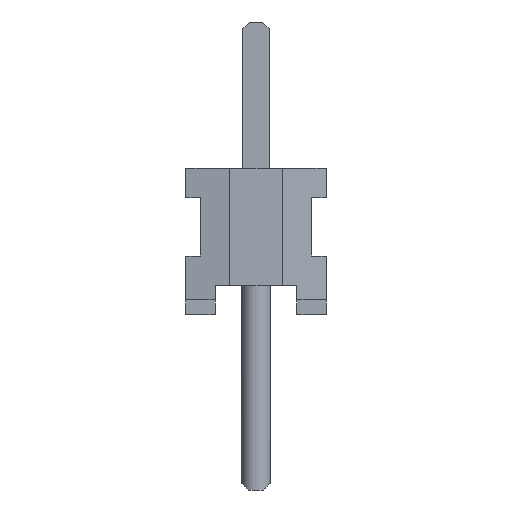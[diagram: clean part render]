
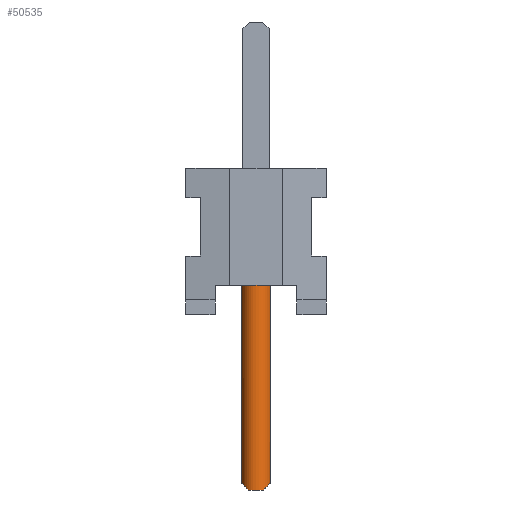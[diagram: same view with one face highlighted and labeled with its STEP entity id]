
A CAD part, left-side view. The second image highlights one B-rep face of the part: STEP entity #50535.
In plain terms, the highlighted cylindrical face has radius 0.254 mm (diameter 0.508 mm), a full revolution.
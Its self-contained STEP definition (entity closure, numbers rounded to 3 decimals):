
#48133 = EDGE_CURVE('',#48134,#48136,#48138,.T.);
#48134 = VERTEX_POINT('',#48135);
#48135 = CARTESIAN_POINT('',(-24.384,0.,1.27));
#48136 = VERTEX_POINT('',#48137);
#48137 = CARTESIAN_POINT('',(-23.91,0.127,1.27));
#48138 = CIRCLE('',#48139,0.254);
#48139 = AXIS2_PLACEMENT_3D('',#48140,#48141,#48142);
#48140 = CARTESIAN_POINT('',(-24.13,0.,1.27));
#48141 = DIRECTION('',(0.,0.,1.));
#48142 = DIRECTION('',(1.,0.,0.));
#48144 = EDGE_CURVE('',#48136,#48134,#48145,.T.);
#48145 = CIRCLE('',#48146,0.254);
#48146 = AXIS2_PLACEMENT_3D('',#48147,#48148,#48149);
#48147 = CARTESIAN_POINT('',(-24.13,0.,1.27));
#48148 = DIRECTION('',(0.,0.,1.));
#48149 = DIRECTION('',(1.,0.,0.));
#50535 = ADVANCED_FACE('',(#50536),#50582,.T.);
#50536 = FACE_BOUND('',#50537,.T.);
#50537 = EDGE_LOOP('',(#50538,#50539,#50546,#50555,#50564,#50573,#50580,
    #50581));
#50538 = ORIENTED_EDGE('',*,*,#48144,.F.);
#50539 = ORIENTED_EDGE('',*,*,#50540,.T.);
#50540 = EDGE_CURVE('',#48136,#50541,#50543,.T.);
#50541 = VERTEX_POINT('',#50542);
#50542 = CARTESIAN_POINT('',(-23.91,0.127,-3.048));
#50543 = B_SPLINE_CURVE_WITH_KNOTS('',1,(#50544,#50545),.UNSPECIFIED.,
  .F.,.F.,(2,2),(0.,4.318),.PIECEWISE_BEZIER_KNOTS.);
#50544 = CARTESIAN_POINT('',(-23.91,0.127,1.27));
#50545 = CARTESIAN_POINT('',(-23.91,0.127,-3.048));
#50546 = ORIENTED_EDGE('',*,*,#50547,.T.);
#50547 = EDGE_CURVE('',#50541,#50548,#50550,.T.);
#50548 = VERTEX_POINT('',#50549);
#50549 = CARTESIAN_POINT('',(-24.35,0.127,-3.048));
#50550 = ELLIPSE('',#50551,0.359,0.254);
#50551 = AXIS2_PLACEMENT_3D('',#50552,#50553,#50554);
#50552 = CARTESIAN_POINT('',(-24.13,0.,-3.175));
#50553 = DIRECTION('',(0.,-0.707,0.707));
#50554 = DIRECTION('',(0.,-0.707,-0.707));
#50555 = ORIENTED_EDGE('',*,*,#50556,.T.);
#50556 = EDGE_CURVE('',#50548,#50557,#50559,.T.);
#50557 = VERTEX_POINT('',#50558);
#50558 = CARTESIAN_POINT('',(-24.35,-0.127,-3.048));
#50559 = CIRCLE('',#50560,0.254);
#50560 = AXIS2_PLACEMENT_3D('',#50561,#50562,#50563);
#50561 = CARTESIAN_POINT('',(-24.13,0.,-3.048));
#50562 = DIRECTION('',(0.,0.,1.));
#50563 = DIRECTION('',(0.,-1.,0.));
#50564 = ORIENTED_EDGE('',*,*,#50565,.T.);
#50565 = EDGE_CURVE('',#50557,#50566,#50568,.T.);
#50566 = VERTEX_POINT('',#50567);
#50567 = CARTESIAN_POINT('',(-23.91,-0.127,-3.048));
#50568 = ELLIPSE('',#50569,0.359,0.254);
#50569 = AXIS2_PLACEMENT_3D('',#50570,#50571,#50572);
#50570 = CARTESIAN_POINT('',(-24.13,0.,-3.175));
#50571 = DIRECTION('',(0.,0.707,0.707));
#50572 = DIRECTION('',(0.,0.707,-0.707));
#50573 = ORIENTED_EDGE('',*,*,#50574,.T.);
#50574 = EDGE_CURVE('',#50566,#50541,#50575,.T.);
#50575 = CIRCLE('',#50576,0.254);
#50576 = AXIS2_PLACEMENT_3D('',#50577,#50578,#50579);
#50577 = CARTESIAN_POINT('',(-24.13,0.,-3.048));
#50578 = DIRECTION('',(0.,0.,1.));
#50579 = DIRECTION('',(0.,-1.,0.));
#50580 = ORIENTED_EDGE('',*,*,#50540,.F.);
#50581 = ORIENTED_EDGE('',*,*,#48133,.F.);
#50582 = CYLINDRICAL_SURFACE('',#50583,0.254);
#50583 = AXIS2_PLACEMENT_3D('',#50584,#50585,#50586);
#50584 = CARTESIAN_POINT('',(-24.13,0.,1.27));
#50585 = DIRECTION('',(0.,0.,-1.));
#50586 = DIRECTION('',(0.,1.,0.));
